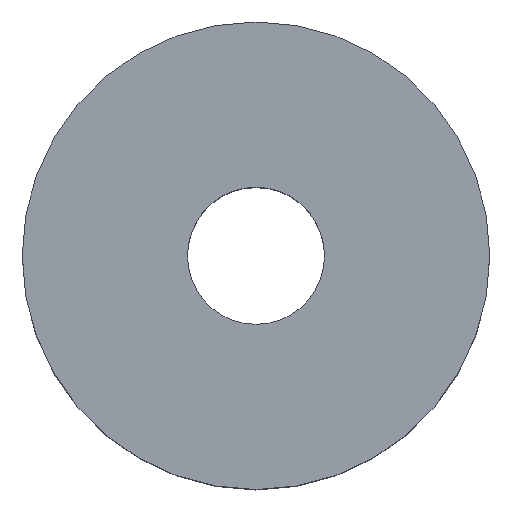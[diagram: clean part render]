
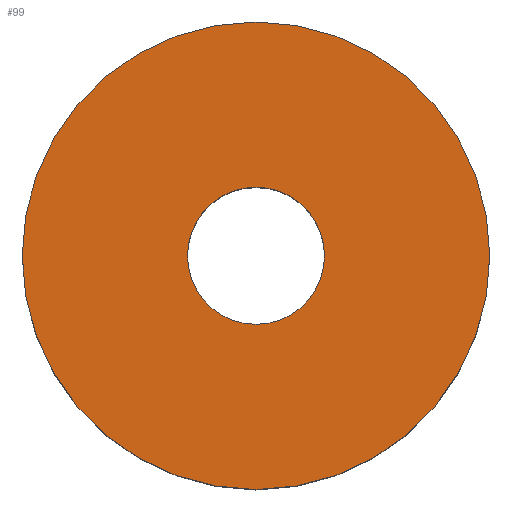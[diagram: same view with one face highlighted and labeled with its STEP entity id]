
A CAD part, top view. The second image highlights one B-rep face of the part: STEP entity #99.
In plain terms, the highlighted planar face has unit normal (0, 0, 1).
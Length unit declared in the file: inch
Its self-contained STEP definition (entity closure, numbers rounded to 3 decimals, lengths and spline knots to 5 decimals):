
#5 = VERTEX_POINT ( 'NONE', #41 ) ;
#10 = CARTESIAN_POINT ( 'NONE',  ( 0., 0., 1.57 ) ) ;
#19 = CIRCLE ( 'NONE', #138, 1.50232 ) ;
#21 = EDGE_CURVE ( 'NONE', #151, #103, #117, .T. ) ;
#22 = ORIENTED_EDGE ( 'NONE', *, *, #135, .T. ) ;
#29 = EDGE_CURVE ( 'NONE', #5, #104, #143, .T. ) ;
#31 = DIRECTION ( 'NONE',  ( 0., 0., 1. ) ) ;
#36 = DIRECTION ( 'NONE',  ( 1., 0., 0. ) ) ;
#40 = ORIENTED_EDGE ( 'NONE', *, *, #29, .T. ) ;
#41 = CARTESIAN_POINT ( 'NONE',  ( 1.50232, 0., 1.57 ) ) ;
#48 = AXIS2_PLACEMENT_3D ( 'NONE', #10, #111, #60 ) ;
#56 = FACE_OUTER_BOUND ( 'NONE', #195, .T. ) ;
#60 = DIRECTION ( 'NONE',  ( 1., 0., 0. ) ) ;
#72 = AXIS2_PLACEMENT_3D ( 'NONE', #108, #31, #140 ) ;
#73 = CARTESIAN_POINT ( 'NONE',  ( 0., 0., 1.57 ) ) ;
#85 = EDGE_LOOP ( 'NONE', ( #149, #22 ) ) ;
#89 = AXIS2_PLACEMENT_3D ( 'NONE', #73, #180, #139 ) ;
#99 = ADVANCED_FACE ( 'NONE', ( #202, #56 ), #122, .T. ) ;
#103 = VERTEX_POINT ( 'NONE', #106 ) ;
#104 = VERTEX_POINT ( 'NONE', #166 ) ;
#106 = CARTESIAN_POINT ( 'NONE',  ( 0.44048, 0., 1.57 ) ) ;
#108 = CARTESIAN_POINT ( 'NONE',  ( 0., 0., 1.57 ) ) ;
#110 = AXIS2_PLACEMENT_3D ( 'NONE', #126, #189, #36 ) ;
#111 = DIRECTION ( 'NONE',  ( 0., 0., -1. ) ) ;
#117 = CIRCLE ( 'NONE', #48, 0.44048 ) ;
#122 = PLANE ( 'NONE',  #89 ) ;
#126 = CARTESIAN_POINT ( 'NONE',  ( 0., 0., 1.57 ) ) ;
#128 = CARTESIAN_POINT ( 'NONE',  ( 0., 0., 1.57 ) ) ;
#135 = EDGE_CURVE ( 'NONE', #103, #151, #205, .T. ) ;
#138 = AXIS2_PLACEMENT_3D ( 'NONE', #128, #148, #172 ) ;
#139 = DIRECTION ( 'NONE',  ( 1., 0., 0. ) ) ;
#140 = DIRECTION ( 'NONE',  ( 1., 0., 0. ) ) ;
#143 = CIRCLE ( 'NONE', #72, 1.50232 ) ;
#145 = CARTESIAN_POINT ( 'NONE',  ( -0.44048, 0., 1.57 ) ) ;
#148 = DIRECTION ( 'NONE',  ( 0., 0., 1. ) ) ;
#149 = ORIENTED_EDGE ( 'NONE', *, *, #21, .T. ) ;
#151 = VERTEX_POINT ( 'NONE', #145 ) ;
#162 = ORIENTED_EDGE ( 'NONE', *, *, #186, .T. ) ;
#166 = CARTESIAN_POINT ( 'NONE',  ( -1.50232, 0., 1.57 ) ) ;
#172 = DIRECTION ( 'NONE',  ( 1., 0., 0. ) ) ;
#180 = DIRECTION ( 'NONE',  ( 0., 0., 1. ) ) ;
#186 = EDGE_CURVE ( 'NONE', #104, #5, #19, .T. ) ;
#189 = DIRECTION ( 'NONE',  ( 0., 0., -1. ) ) ;
#195 = EDGE_LOOP ( 'NONE', ( #162, #40 ) ) ;
#202 = FACE_BOUND ( 'NONE', #85, .T. ) ;
#205 = CIRCLE ( 'NONE', #110, 0.44048 ) ;
